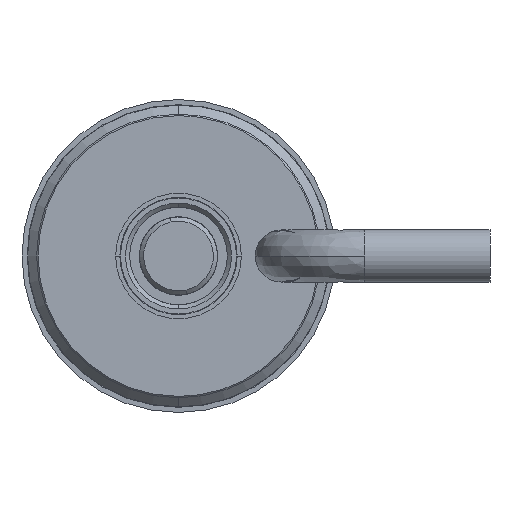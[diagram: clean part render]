
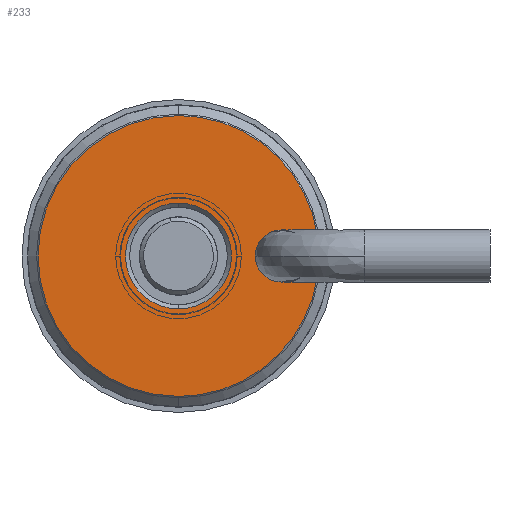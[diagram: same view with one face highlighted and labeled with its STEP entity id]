
A CAD part, left-side view. The second image highlights one B-rep face of the part: STEP entity #233.
In plain terms, the highlighted planar face has unit normal (-1, 0, 0).
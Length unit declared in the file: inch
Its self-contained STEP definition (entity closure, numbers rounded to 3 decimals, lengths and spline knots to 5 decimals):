
#2 = AXIS2_PLACEMENT_3D ( 'NONE', #1801, #670, #434 ) ;
#143 = LINE ( 'NONE', #2104, #2944 ) ;
#184 = AXIS2_PLACEMENT_3D ( 'NONE', #1187, #639, #3407 ) ;
#233 = ADVANCED_FACE ( 'NONE', ( #2975, #3523 ), #1617, .F. ) ;
#257 = DIRECTION ( 'NONE',  ( 0., 0., -1. ) ) ;
#274 = DIRECTION ( 'NONE',  ( 1., 0., 0. ) ) ;
#420 = CARTESIAN_POINT ( 'NONE',  ( 0., 0., -0.3365 ) ) ;
#434 = DIRECTION ( 'NONE',  ( 0., 0., -1. ) ) ;
#462 = VERTEX_POINT ( 'NONE', #1782 ) ;
#507 = VECTOR ( 'NONE', #983, 39.37008 ) ;
#639 = DIRECTION ( 'NONE',  ( -1., 0., 0. ) ) ;
#670 = DIRECTION ( 'NONE',  ( 1., 0., 0. ) ) ;
#674 = CARTESIAN_POINT ( 'NONE',  ( 0., 0.2365, -0.0525 ) ) ;
#698 = AXIS2_PLACEMENT_3D ( 'NONE', #1384, #1142, #1456 ) ;
#806 = CARTESIAN_POINT ( 'NONE',  ( 0., 0., 0. ) ) ;
#854 = CIRCLE ( 'NONE', #1323, 0.3365 ) ;
#907 = CIRCLE ( 'NONE', #1486, 0.3365 ) ;
#983 = DIRECTION ( 'NONE',  ( 0., -1., 0. ) ) ;
#999 = CARTESIAN_POINT ( 'NONE',  ( 0., 0.33238, 0.0525 ) ) ;
#1103 = CARTESIAN_POINT ( 'NONE',  ( 0., 0., 0. ) ) ;
#1111 = CARTESIAN_POINT ( 'NONE',  ( 0., 0.2365, 0. ) ) ;
#1129 = DIRECTION ( 'NONE',  ( 0., 0., -1. ) ) ;
#1142 = DIRECTION ( 'NONE',  ( -1., 0., 0. ) ) ;
#1169 = ORIENTED_EDGE ( 'NONE', *, *, #1509, .T. ) ;
#1187 = CARTESIAN_POINT ( 'NONE',  ( 0., 0., 0. ) ) ;
#1237 = ORIENTED_EDGE ( 'NONE', *, *, #2446, .F. ) ;
#1255 = EDGE_CURVE ( 'NONE', #2510, #3202, #143, .T. ) ;
#1284 = ORIENTED_EDGE ( 'NONE', *, *, #2849, .F. ) ;
#1288 = CARTESIAN_POINT ( 'NONE',  ( 0., 0., -0.127 ) ) ;
#1323 = AXIS2_PLACEMENT_3D ( 'NONE', #1103, #274, #257 ) ;
#1384 = CARTESIAN_POINT ( 'NONE',  ( 0., 0., 0. ) ) ;
#1403 = CARTESIAN_POINT ( 'NONE',  ( 0., 0., 0. ) ) ;
#1414 = CIRCLE ( 'NONE', #2, 0.3365 ) ;
#1454 = EDGE_CURVE ( 'NONE', #2082, #2657, #907, .T. ) ;
#1456 = DIRECTION ( 'NONE',  ( 0., 0., 1. ) ) ;
#1466 = DIRECTION ( 'NONE',  ( 0., 1., 0. ) ) ;
#1486 = AXIS2_PLACEMENT_3D ( 'NONE', #1403, #3039, #2814 ) ;
#1509 = EDGE_CURVE ( 'NONE', #2243, #2510, #1837, .T. ) ;
#1617 = PLANE ( 'NONE',  #3390 ) ;
#1782 = CARTESIAN_POINT ( 'NONE',  ( 0., 0., 0.127 ) ) ;
#1801 = CARTESIAN_POINT ( 'NONE',  ( 0., 0., 0. ) ) ;
#1813 = ORIENTED_EDGE ( 'NONE', *, *, #3640, .F. ) ;
#1837 = CIRCLE ( 'NONE', #2584, 0.0525 ) ;
#1857 = EDGE_CURVE ( 'NONE', #2565, #2243, #1875, .T. ) ;
#1861 = ORIENTED_EDGE ( 'NONE', *, *, #1255, .T. ) ;
#1875 = LINE ( 'NONE', #2995, #507 ) ;
#1913 = DIRECTION ( 'NONE',  ( 1., 0., 0. ) ) ;
#1980 = DIRECTION ( 'NONE',  ( 1., 0., 0. ) ) ;
#1990 = CIRCLE ( 'NONE', #184, 0.127 ) ;
#2082 = VERTEX_POINT ( 'NONE', #3316 ) ;
#2085 = EDGE_CURVE ( 'NONE', #2565, #2082, #854, .T. ) ;
#2104 = CARTESIAN_POINT ( 'NONE',  ( 0., 0.2365, -0.0525 ) ) ;
#2106 = ORIENTED_EDGE ( 'NONE', *, *, #1857, .T. ) ;
#2243 = VERTEX_POINT ( 'NONE', #3095 ) ;
#2306 = EDGE_LOOP ( 'NONE', ( #1237, #1813 ) ) ;
#2446 = EDGE_CURVE ( 'NONE', #462, #3221, #1990, .T. ) ;
#2494 = CIRCLE ( 'NONE', #698, 0.127 ) ;
#2510 = VERTEX_POINT ( 'NONE', #674 ) ;
#2547 = ORIENTED_EDGE ( 'NONE', *, *, #2085, .F. ) ;
#2565 = VERTEX_POINT ( 'NONE', #999 ) ;
#2584 = AXIS2_PLACEMENT_3D ( 'NONE', #1111, #1980, #1129 ) ;
#2657 = VERTEX_POINT ( 'NONE', #420 ) ;
#2814 = DIRECTION ( 'NONE',  ( 0., 0., -1. ) ) ;
#2849 = EDGE_CURVE ( 'NONE', #2657, #3202, #1414, .T. ) ;
#2944 = VECTOR ( 'NONE', #1466, 39.37008 ) ;
#2975 = FACE_OUTER_BOUND ( 'NONE', #3489, .T. ) ;
#2995 = CARTESIAN_POINT ( 'NONE',  ( 0., 0.2365, 0.0525 ) ) ;
#3039 = DIRECTION ( 'NONE',  ( 1., 0., 0. ) ) ;
#3095 = CARTESIAN_POINT ( 'NONE',  ( 0., 0.2365, 0.0525 ) ) ;
#3185 = CARTESIAN_POINT ( 'NONE',  ( 0., 0.33238, -0.0525 ) ) ;
#3202 = VERTEX_POINT ( 'NONE', #3185 ) ;
#3221 = VERTEX_POINT ( 'NONE', #1288 ) ;
#3293 = ORIENTED_EDGE ( 'NONE', *, *, #1454, .F. ) ;
#3303 = DIRECTION ( 'NONE',  ( 0., 0., -1. ) ) ;
#3316 = CARTESIAN_POINT ( 'NONE',  ( 0., 0., 0.3365 ) ) ;
#3390 = AXIS2_PLACEMENT_3D ( 'NONE', #806, #1913, #3303 ) ;
#3407 = DIRECTION ( 'NONE',  ( 0., 0., 1. ) ) ;
#3489 = EDGE_LOOP ( 'NONE', ( #2547, #2106, #1169, #1861, #1284, #3293 ) ) ;
#3523 = FACE_BOUND ( 'NONE', #2306, .T. ) ;
#3640 = EDGE_CURVE ( 'NONE', #3221, #462, #2494, .T. ) ;
